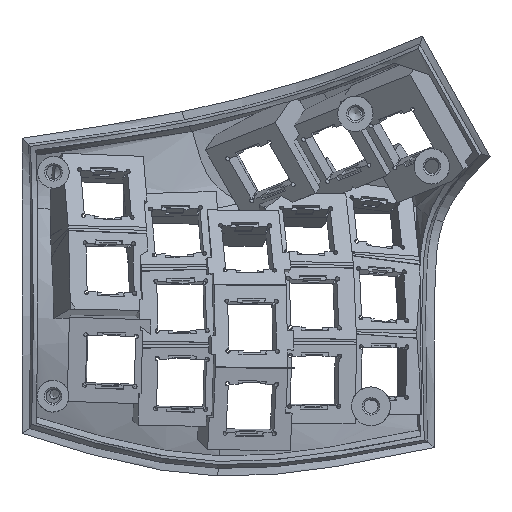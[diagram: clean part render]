
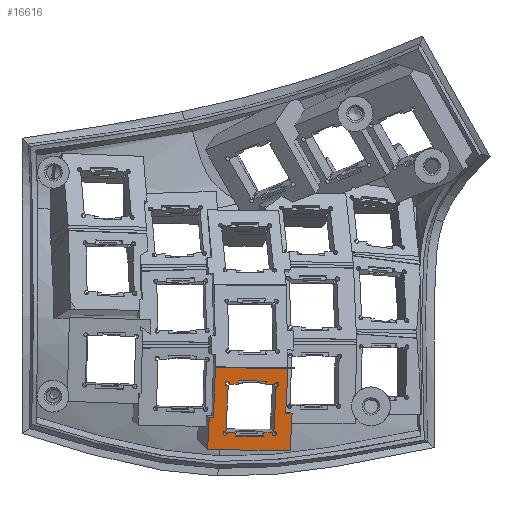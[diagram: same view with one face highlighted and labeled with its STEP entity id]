
A CAD part, front view. The second image highlights one B-rep face of the part: STEP entity #16616.
In plain terms, the highlighted planar face has unit normal (0.202, -0.959, -0.197).
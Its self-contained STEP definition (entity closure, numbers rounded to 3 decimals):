
#34=FACE_BOUND('',#6195,.T.);
#125=CIRCLE('',#17567,0.6);
#126=CIRCLE('',#17568,0.6);
#127=CIRCLE('',#17569,0.6);
#128=CIRCLE('',#17570,0.6);
#753=LINE('',#25100,#2766);
#763=LINE('',#25119,#2776);
#831=LINE('',#25263,#2844);
#836=LINE('',#25273,#2849);
#837=LINE('',#25275,#2850);
#838=LINE('',#25277,#2851);
#839=LINE('',#25279,#2852);
#840=LINE('',#25280,#2853);
#841=LINE('',#25285,#2854);
#842=LINE('',#25287,#2855);
#843=LINE('',#25289,#2856);
#844=LINE('',#25291,#2857);
#845=LINE('',#25293,#2858);
#846=LINE('',#25297,#2859);
#847=LINE('',#25301,#2860);
#848=LINE('',#25303,#2861);
#849=LINE('',#25305,#2862);
#850=LINE('',#25307,#2863);
#851=LINE('',#25309,#2864);
#852=LINE('',#25312,#2865);
#2766=VECTOR('',#19344,10.);
#2776=VECTOR('',#19358,10.);
#2844=VECTOR('',#19494,10.);
#2849=VECTOR('',#19501,10.);
#2850=VECTOR('',#19502,10.);
#2851=VECTOR('',#19503,10.);
#2852=VECTOR('',#19504,10.);
#2853=VECTOR('',#19505,10.);
#2854=VECTOR('',#19508,10.);
#2855=VECTOR('',#19509,10.);
#2856=VECTOR('',#19510,10.);
#2857=VECTOR('',#19511,10.);
#2858=VECTOR('',#19512,10.);
#2859=VECTOR('',#19515,10.);
#2860=VECTOR('',#19518,10.);
#2861=VECTOR('',#19519,10.);
#2862=VECTOR('',#19520,10.);
#2863=VECTOR('',#19521,10.);
#2864=VECTOR('',#19522,10.);
#2865=VECTOR('',#19525,10.);
#4583=PLANE('',#17566);
#5322=FACE_OUTER_BOUND('',#6194,.T.);
#6194=EDGE_LOOP('',(#12613,#12614,#12615,#12616,#12617,#12618,#12619,#12620));
#6195=EDGE_LOOP('',(#12621,#12622,#12623,#12624,#12625,#12626,#12627,#12628,
#12629,#12630,#12631,#12632,#12633,#12634,#12635,#12636));
#7664=VERTEX_POINT('',#25098);
#7665=VERTEX_POINT('',#25099);
#7672=VERTEX_POINT('',#25118);
#7714=VERTEX_POINT('',#25262);
#7718=VERTEX_POINT('',#25272);
#7719=VERTEX_POINT('',#25274);
#7720=VERTEX_POINT('',#25276);
#7721=VERTEX_POINT('',#25278);
#7722=VERTEX_POINT('',#25281);
#7723=VERTEX_POINT('',#25282);
#7724=VERTEX_POINT('',#25284);
#7725=VERTEX_POINT('',#25286);
#7726=VERTEX_POINT('',#25288);
#7727=VERTEX_POINT('',#25290);
#7728=VERTEX_POINT('',#25292);
#7729=VERTEX_POINT('',#25294);
#7730=VERTEX_POINT('',#25296);
#7731=VERTEX_POINT('',#25298);
#7732=VERTEX_POINT('',#25300);
#7733=VERTEX_POINT('',#25302);
#7734=VERTEX_POINT('',#25304);
#7735=VERTEX_POINT('',#25306);
#7736=VERTEX_POINT('',#25308);
#7737=VERTEX_POINT('',#25310);
#9498=EDGE_CURVE('',#7664,#7665,#753,.T.);
#9508=EDGE_CURVE('',#7672,#7664,#763,.T.);
#9580=EDGE_CURVE('',#7714,#7665,#831,.T.);
#9585=EDGE_CURVE('',#7672,#7718,#836,.T.);
#9586=EDGE_CURVE('',#7718,#7719,#837,.T.);
#9587=EDGE_CURVE('',#7719,#7720,#838,.T.);
#9588=EDGE_CURVE('',#7721,#7720,#839,.T.);
#9589=EDGE_CURVE('',#7714,#7721,#840,.T.);
#9590=EDGE_CURVE('',#7722,#7723,#125,.T.);
#9591=EDGE_CURVE('',#7724,#7722,#841,.T.);
#9592=EDGE_CURVE('',#7725,#7724,#842,.T.);
#9593=EDGE_CURVE('',#7726,#7725,#843,.T.);
#9594=EDGE_CURVE('',#7727,#7726,#844,.T.);
#9595=EDGE_CURVE('',#7728,#7727,#845,.T.);
#9596=EDGE_CURVE('',#7729,#7728,#126,.T.);
#9597=EDGE_CURVE('',#7730,#7729,#846,.T.);
#9598=EDGE_CURVE('',#7731,#7730,#127,.T.);
#9599=EDGE_CURVE('',#7732,#7731,#847,.T.);
#9600=EDGE_CURVE('',#7733,#7732,#848,.T.);
#9601=EDGE_CURVE('',#7734,#7733,#849,.T.);
#9602=EDGE_CURVE('',#7735,#7734,#850,.T.);
#9603=EDGE_CURVE('',#7736,#7735,#851,.T.);
#9604=EDGE_CURVE('',#7737,#7736,#128,.T.);
#9605=EDGE_CURVE('',#7723,#7737,#852,.T.);
#12613=ORIENTED_EDGE('',*,*,#9498,.F.);
#12614=ORIENTED_EDGE('',*,*,#9508,.F.);
#12615=ORIENTED_EDGE('',*,*,#9585,.T.);
#12616=ORIENTED_EDGE('',*,*,#9586,.T.);
#12617=ORIENTED_EDGE('',*,*,#9587,.T.);
#12618=ORIENTED_EDGE('',*,*,#9588,.F.);
#12619=ORIENTED_EDGE('',*,*,#9589,.F.);
#12620=ORIENTED_EDGE('',*,*,#9580,.T.);
#12621=ORIENTED_EDGE('',*,*,#9590,.F.);
#12622=ORIENTED_EDGE('',*,*,#9591,.F.);
#12623=ORIENTED_EDGE('',*,*,#9592,.F.);
#12624=ORIENTED_EDGE('',*,*,#9593,.F.);
#12625=ORIENTED_EDGE('',*,*,#9594,.F.);
#12626=ORIENTED_EDGE('',*,*,#9595,.F.);
#12627=ORIENTED_EDGE('',*,*,#9596,.F.);
#12628=ORIENTED_EDGE('',*,*,#9597,.F.);
#12629=ORIENTED_EDGE('',*,*,#9598,.F.);
#12630=ORIENTED_EDGE('',*,*,#9599,.F.);
#12631=ORIENTED_EDGE('',*,*,#9600,.F.);
#12632=ORIENTED_EDGE('',*,*,#9601,.F.);
#12633=ORIENTED_EDGE('',*,*,#9602,.F.);
#12634=ORIENTED_EDGE('',*,*,#9603,.F.);
#12635=ORIENTED_EDGE('',*,*,#9604,.F.);
#12636=ORIENTED_EDGE('',*,*,#9605,.F.);
#16616=ADVANCED_FACE('',(#5322,#34),#4583,.T.);
#17566=AXIS2_PLACEMENT_3D('',#25271,#19499,#19500);
#17567=AXIS2_PLACEMENT_3D('',#25283,#19506,#19507);
#17568=AXIS2_PLACEMENT_3D('',#25295,#19513,#19514);
#17569=AXIS2_PLACEMENT_3D('',#25299,#19516,#19517);
#17570=AXIS2_PLACEMENT_3D('',#25311,#19523,#19524);
#19344=DIRECTION('',(0.04,-0.193,0.98));
#19358=DIRECTION('',(0.978,0.208,-0.008));
#19494=DIRECTION('',(-0.978,-0.208,0.008));
#19499=DIRECTION('center_axis',(0.202,-0.959,-0.197));
#19500=DIRECTION('ref_axis',(-0.978,-0.208,0.008));
#19501=DIRECTION('',(-0.048,0.191,-0.98));
#19502=DIRECTION('',(0.978,0.208,-0.008));
#19503=DIRECTION('',(0.048,-0.191,0.98));
#19504=DIRECTION('',(0.978,0.208,-0.008));
#19505=DIRECTION('',(-0.051,0.191,-0.98));
#19506=DIRECTION('center_axis',(0.202,-0.959,-0.197));
#19507=DIRECTION('ref_axis',(-0.978,-0.208,0.008));
#19508=DIRECTION('',(0.978,0.208,-0.008));
#19509=DIRECTION('',(0.048,-0.191,0.98));
#19510=DIRECTION('',(0.978,0.208,-0.008));
#19511=DIRECTION('',(-0.048,0.191,-0.98));
#19512=DIRECTION('',(0.978,0.208,-0.008));
#19513=DIRECTION('center_axis',(0.202,-0.959,-0.197));
#19514=DIRECTION('ref_axis',(-0.978,-0.208,0.008));
#19515=DIRECTION('',(-0.048,0.191,-0.98));
#19516=DIRECTION('center_axis',(0.202,-0.959,-0.197));
#19517=DIRECTION('ref_axis',(-0.978,-0.208,0.008));
#19518=DIRECTION('',(-0.978,-0.208,0.008));
#19519=DIRECTION('',(-0.048,0.191,-0.98));
#19520=DIRECTION('',(-0.978,-0.208,0.008));
#19521=DIRECTION('',(0.048,-0.191,0.98));
#19522=DIRECTION('',(-0.978,-0.208,0.008));
#19523=DIRECTION('center_axis',(0.202,-0.959,-0.197));
#19524=DIRECTION('ref_axis',(-0.978,-0.208,0.008));
#19525=DIRECTION('',(0.048,-0.191,0.98));
#25098=CARTESIAN_POINT('',(-59.739,5.314,-53.013));
#25099=CARTESIAN_POINT('',(-59.161,2.547,-38.954));
#25100=CARTESIAN_POINT('',(-59.334,3.378,-43.175));
#25118=CARTESIAN_POINT('',(-60.93,5.06,-53.004));
#25119=CARTESIAN_POINT('',(-54.313,6.467,-53.056));
#25262=CARTESIAN_POINT('',(-38.546,6.929,-39.117));
#25263=CARTESIAN_POINT('',(-54.368,3.566,-38.992));
#25271=CARTESIAN_POINT('Origin',(-49.068,7.063,-50.572));
#25272=CARTESIAN_POINT('',(-61.386,6.863,-62.243));
#25273=CARTESIAN_POINT('',(-60.225,2.274,-38.715));
#25274=CARTESIAN_POINT('',(-37.911,11.852,-62.429));
#25275=CARTESIAN_POINT('',(-61.386,6.863,-62.243));
#25276=CARTESIAN_POINT('',(-37.389,9.788,-51.842));
#25277=CARTESIAN_POINT('',(-37.911,11.852,-62.429));
#25278=CARTESIAN_POINT('',(-39.206,9.401,-51.828));
#25279=CARTESIAN_POINT('',(-35.391,10.212,-51.858));
#25280=CARTESIAN_POINT('',(-39.187,9.332,-51.472));
#25281=CARTESIAN_POINT('',(-42.96,9.757,-57.411));
#25282=CARTESIAN_POINT('',(-42.564,9.769,-57.066));
#25283=CARTESIAN_POINT('Origin',(-42.425,9.915,-57.631));
#25284=CARTESIAN_POINT('',(-45.491,9.219,-57.392));
#25285=CARTESIAN_POINT('',(-52.79,7.667,-57.334));
#25286=CARTESIAN_POINT('',(-45.544,9.429,-58.47));
#25287=CARTESIAN_POINT('',(-45.323,8.557,-53.997));
#25288=CARTESIAN_POINT('',(-53.369,7.766,-58.408));
#25289=CARTESIAN_POINT('',(-47.5,9.013,-58.454));
#25290=CARTESIAN_POINT('',(-53.316,7.555,-57.33));
#25291=CARTESIAN_POINT('',(-53.175,6.999,-54.475));
#25292=CARTESIAN_POINT('',(-55.855,7.016,-57.31));
#25293=CARTESIAN_POINT('',(-52.79,7.667,-57.334));
#25294=CARTESIAN_POINT('',(-56.161,6.887,-56.997));
#25295=CARTESIAN_POINT('Origin',(-56.403,6.948,-57.543));
#25296=CARTESIAN_POINT('',(-55.524,4.368,-44.082));
#25297=CARTESIAN_POINT('',(-55.673,4.956,-47.099));
#25298=CARTESIAN_POINT('',(-55.151,4.365,-43.683));
#25299=CARTESIAN_POINT('Origin',(-55.712,4.215,-43.533));
#25300=CARTESIAN_POINT('',(-52.643,4.898,-43.703));
#25301=CARTESIAN_POINT('',(-45.32,6.454,-43.761));
#25302=CARTESIAN_POINT('',(-52.592,4.697,-42.673));
#25303=CARTESIAN_POINT('',(-52.812,5.564,-47.122));
#25304=CARTESIAN_POINT('',(-44.768,6.36,-42.735));
#25305=CARTESIAN_POINT('',(-50.636,5.113,-42.689));
#25306=CARTESIAN_POINT('',(-44.818,6.561,-43.765));
#25307=CARTESIAN_POINT('',(-44.962,7.127,-46.669));
#25308=CARTESIAN_POINT('',(-42.305,7.095,-43.784));
#25309=CARTESIAN_POINT('',(-45.32,6.454,-43.761));
#25310=CARTESIAN_POINT('',(-41.928,7.257,-44.185));
#25311=CARTESIAN_POINT('Origin',(-41.734,7.182,-43.622));
#25312=CARTESIAN_POINT('',(-42.413,9.175,-54.02));
